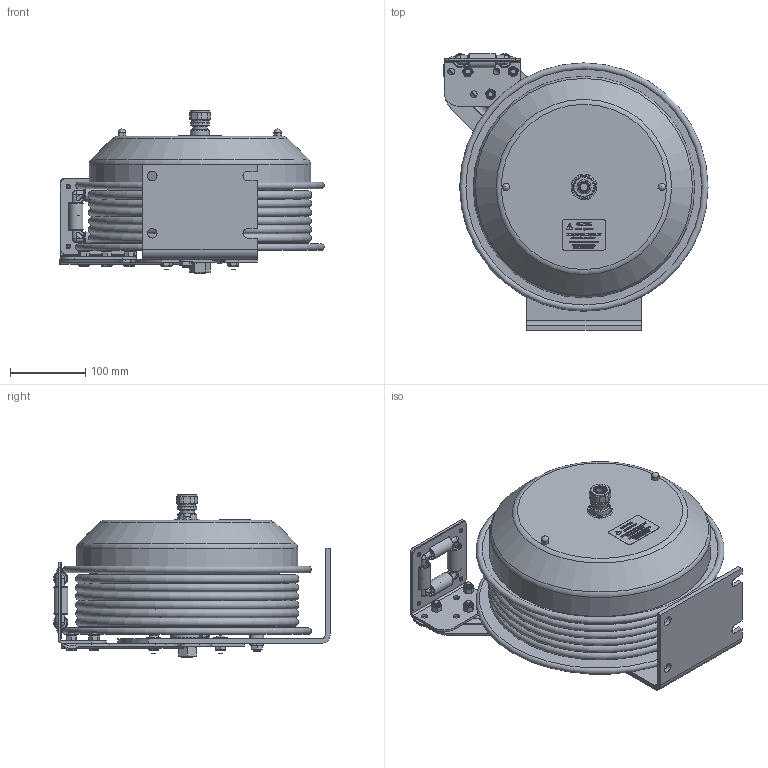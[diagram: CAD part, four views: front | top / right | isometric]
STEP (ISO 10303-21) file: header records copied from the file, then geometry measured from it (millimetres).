
FILE_DESCRIPTION(/* description */ (''),/* implementation_level */ '2;1');
FILE_NAME(/* name */ 'EZ-PC13-5012-F_SHARED.stp',/* time_stamp */ '2020-03-12T10:42:07-07:00',/* author */ ('NMelton'),/* organization */ (''),/* preprocessor_version */ 'ST-DEVELOPER v17',/* originating_system */ 'Autodesk Inventor 2019',/* authorisation */ '');
FILE_SCHEMA (('AUTOMOTIVE_DESIGN { 1 0 10303 214 3 1 1 }'));
Products named in the file (1): EZ-PC13-5012-F_SHARED
Bounding box: 351.19 x 368.05 x 216.18 mm (x, y, z)
Surface area: 1011454.7 mm2 (no closed solid volume)
Topology: 0 solids, 221 shells, 3373 faces, 13954 edges, 10441 vertices
Faces by surface type: plane 2073, bspline 795, cylinder 262, cone 133, torus 68, sphere 42
Full cylindrical faces by diameter (mm): 2.54 x1, 3.81 x2, 4.699 x4, 4.826 x3, 5.556 x3, 5.588 x2, 6.223 x1, 6.35 x4, 7.938 x3, 8.001 x2, 8.731 x7, 10.16 x1, 11.43 x3, 12.192 x8, 12.255 x1, 12.446 x1, 12.7 x2, 15.875 x3, 17.399 x1, 18.745 x1, 19.05 x5, 19.736 x1, 22.085 x1, 23.812 x1, 25.4 x1, 25.908 x1, 26.568 x1, 28.575 x1, 28.702 x1, 34.112 x1
Entity records: 154972 total; most frequent: CARTESIAN_POINT 47270, ORIENTED_EDGE 21307, DIRECTION 16815, EDGE_CURVE 13907, VERTEX_POINT 10441, LINE 8791, VECTOR 8791, AXIS2_PLACEMENT_3D 4012
